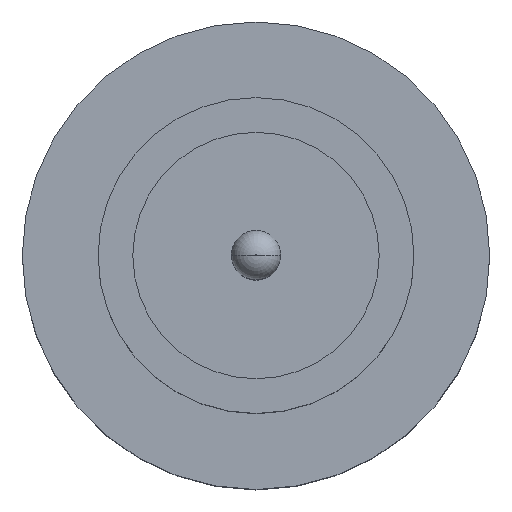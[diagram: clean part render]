
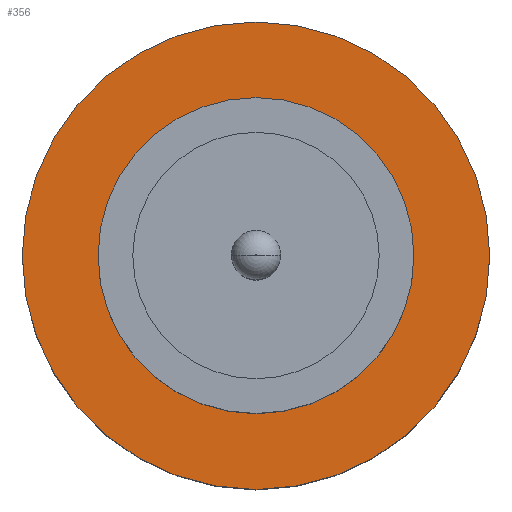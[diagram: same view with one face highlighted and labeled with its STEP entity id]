
A CAD part, top view. The second image highlights one B-rep face of the part: STEP entity #356.
In plain terms, the highlighted planar face has unit normal (0, 0, 1).
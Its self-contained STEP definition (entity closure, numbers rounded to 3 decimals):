
#9 = CARTESIAN_POINT ( 'NONE',  ( -1.85, 0., 1.55 ) ) ;
#14 = AXIS2_PLACEMENT_3D ( 'NONE', #333, #604, #196 ) ;
#51 = EDGE_LOOP ( 'NONE', ( #586, #836 ) ) ;
#52 = DIRECTION ( 'NONE',  ( 0., 0., 1. ) ) ;
#117 = VERTEX_POINT ( 'NONE', #9 ) ;
#177 = CARTESIAN_POINT ( 'NONE',  ( 1.85, 0., 1.55 ) ) ;
#181 = VERTEX_POINT ( 'NONE', #863 ) ;
#196 = DIRECTION ( 'NONE',  ( 1., 0., 0. ) ) ;
#211 = CIRCLE ( 'NONE', #676, 1.85 ) ;
#216 = EDGE_LOOP ( 'NONE', ( #235, #878 ) ) ;
#235 = ORIENTED_EDGE ( 'NONE', *, *, #621, .F. ) ;
#240 = EDGE_CURVE ( 'NONE', #117, #769, #711, .T. ) ;
#315 = DIRECTION ( 'NONE',  ( 0., 0., 1. ) ) ;
#326 = FACE_BOUND ( 'NONE', #216, .T. ) ;
#333 = CARTESIAN_POINT ( 'NONE',  ( 0., 0., 1.55 ) ) ;
#356 = ADVANCED_FACE ( 'NONE', ( #326, #548 ), #741, .T. ) ;
#380 = CARTESIAN_POINT ( 'NONE',  ( 0., 0., 1.55 ) ) ;
#386 = CARTESIAN_POINT ( 'NONE',  ( 0., 0., 1.55 ) ) ;
#458 = AXIS2_PLACEMENT_3D ( 'NONE', #798, #315, #459 ) ;
#459 = DIRECTION ( 'NONE',  ( 1., 0., 0. ) ) ;
#515 = VERTEX_POINT ( 'NONE', #555 ) ;
#525 = DIRECTION ( 'NONE',  ( 1., 0., 0. ) ) ;
#545 = CARTESIAN_POINT ( 'NONE',  ( 0., 0., 1.55 ) ) ;
#548 = FACE_OUTER_BOUND ( 'NONE', #51, .T. ) ;
#555 = CARTESIAN_POINT ( 'NONE',  ( -1.25, 0., 1.55 ) ) ;
#586 = ORIENTED_EDGE ( 'NONE', *, *, #240, .T. ) ;
#604 = DIRECTION ( 'NONE',  ( 0., 0., 1. ) ) ;
#615 = CIRCLE ( 'NONE', #14, 1.25 ) ;
#621 = EDGE_CURVE ( 'NONE', #181, #515, #658, .T. ) ;
#658 = CIRCLE ( 'NONE', #850, 1.25 ) ;
#676 = AXIS2_PLACEMENT_3D ( 'NONE', #386, #735, #876 ) ;
#680 = AXIS2_PLACEMENT_3D ( 'NONE', #545, #52, #750 ) ;
#711 = CIRCLE ( 'NONE', #458, 1.85 ) ;
#735 = DIRECTION ( 'NONE',  ( 0., 0., 1. ) ) ;
#741 = PLANE ( 'NONE',  #680 ) ;
#743 = EDGE_CURVE ( 'NONE', #769, #117, #211, .T. ) ;
#750 = DIRECTION ( 'NONE',  ( 1., 0., 0. ) ) ;
#769 = VERTEX_POINT ( 'NONE', #177 ) ;
#790 = EDGE_CURVE ( 'NONE', #515, #181, #615, .T. ) ;
#798 = CARTESIAN_POINT ( 'NONE',  ( 0., 0., 1.55 ) ) ;
#836 = ORIENTED_EDGE ( 'NONE', *, *, #743, .T. ) ;
#850 = AXIS2_PLACEMENT_3D ( 'NONE', #380, #872, #525 ) ;
#863 = CARTESIAN_POINT ( 'NONE',  ( 1.25, 0., 1.55 ) ) ;
#872 = DIRECTION ( 'NONE',  ( 0., 0., 1. ) ) ;
#876 = DIRECTION ( 'NONE',  ( 1., 0., 0. ) ) ;
#878 = ORIENTED_EDGE ( 'NONE', *, *, #790, .F. ) ;
